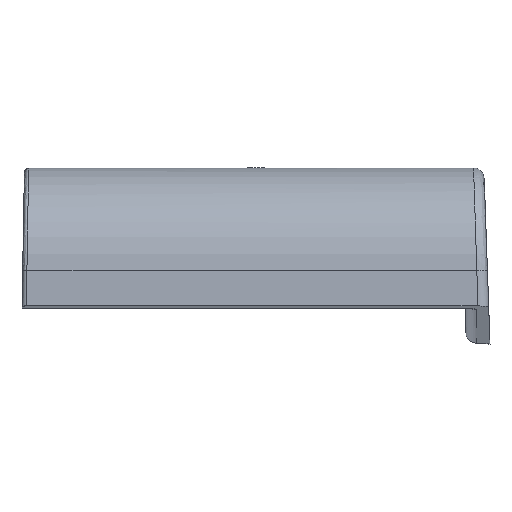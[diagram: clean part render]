
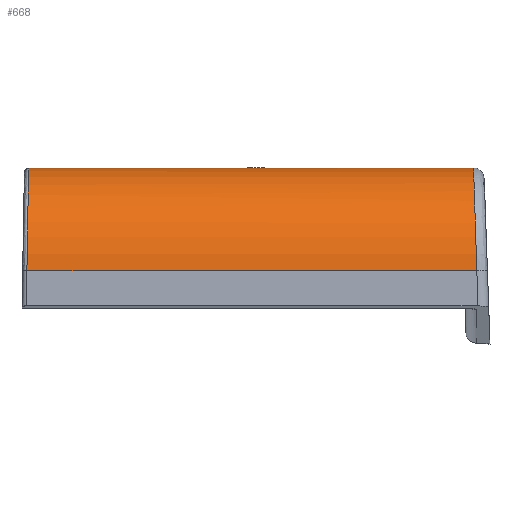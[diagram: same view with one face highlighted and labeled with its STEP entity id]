
A CAD part, front view. The second image highlights one B-rep face of the part: STEP entity #668.
In plain terms, the highlighted cylindrical face has radius 5 mm (diameter 10 mm), a partial arc.
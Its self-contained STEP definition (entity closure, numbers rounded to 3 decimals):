
#645=AXIS2_PLACEMENT_3D('Cylinder Axis2P3D',#642,#643,#644) ;
#40=CARTESIAN_POINT('Vertex',(21.242,-16.695,15.)) ;
#136=CARTESIAN_POINT('Vertex',(0.349,-16.695,15.)) ;
#139=CARTESIAN_POINT('Line Origine',(10.796,-16.695,15.)) ;
#252=CARTESIAN_POINT('Vertex',(21.394,-21.692,10.174)) ;
#272=CARTESIAN_POINT('Control Point',(21.394,-21.692,10.174)) ;
#273=CARTESIAN_POINT('Control Point',(21.38,-21.677,10.611)) ;
#274=CARTESIAN_POINT('Control Point',(21.366,-21.614,11.046)) ;
#275=CARTESIAN_POINT('Control Point',(21.353,-21.504,11.473)) ;
#276=CARTESIAN_POINT('Control Point',(21.32,-21.112,12.504)) ;
#277=CARTESIAN_POINT('Control Point',(21.292,-20.452,13.399)) ;
#278=CARTESIAN_POINT('Control Point',(21.278,-19.969,13.866)) ;
#279=CARTESIAN_POINT('Control Point',(21.258,-19.051,14.498)) ;
#280=CARTESIAN_POINT('Control Point',(21.246,-18.005,14.855)) ;
#281=CARTESIAN_POINT('Control Point',(21.243,-17.573,14.952)) ;
#282=CARTESIAN_POINT('Control Point',(21.242,-17.134,15.)) ;
#283=CARTESIAN_POINT('Control Point',(21.242,-16.695,15.)) ;
#642=CARTESIAN_POINT('Axis2P3D Location',(11.01,-16.695,10.)) ;
#647=CARTESIAN_POINT('Line Origine',(11.01,-21.692,10.174)) ;
#651=CARTESIAN_POINT('Vertex',(0.268,-21.692,10.174)) ;
#655=CARTESIAN_POINT('Control Point',(0.268,-21.692,10.174)) ;
#656=CARTESIAN_POINT('Control Point',(0.294,-21.639,11.709)) ;
#657=CARTESIAN_POINT('Control Point',(0.319,-20.998,13.225)) ;
#658=CARTESIAN_POINT('Control Point',(0.339,-19.769,14.412)) ;
#659=CARTESIAN_POINT('Control Point',(0.349,-18.232,15.)) ;
#660=CARTESIAN_POINT('Control Point',(0.349,-16.695,15.)) ;
#140=DIRECTION('Vector Direction',(1.,0.,0.)) ;
#643=DIRECTION('Axis2P3D Direction',(1.,0.,0.)) ;
#644=DIRECTION('Axis2P3D XDirection',(0.,0.,1.)) ;
#648=DIRECTION('Vector Direction',(1.,0.,0.)) ;
#141=VECTOR('Line Direction',#140,1.) ;
#649=VECTOR('Line Direction',#648,1.) ;
#663=ORIENTED_EDGE('',*,*,#653,.T.) ;
#664=ORIENTED_EDGE('',*,*,#284,.T.) ;
#665=ORIENTED_EDGE('',*,*,#143,.F.) ;
#666=ORIENTED_EDGE('',*,*,#661,.T.) ;
#668=ADVANCED_FACE('PartBody',(#667),#646,.T.) ;
#271=B_SPLINE_CURVE_WITH_KNOTS('',5,(#272,#273,#274,#275,#276,#277,#278,#279,#280,#281,#282,#283),.UNSPECIFIED.,.F.,.U.,(6,3,3,6),(15.971,18.913,23.353,26.306),.UNSPECIFIED.) ;
#654=B_SPLINE_CURVE_WITH_KNOTS('',5,(#655,#656,#657,#658,#659,#660),.UNSPECIFIED.,.F.,.U.,(6,6),(4.787,15.434),.UNSPECIFIED.) ;
#646=CYLINDRICAL_SURFACE('generated cylinder',#645,5.) ;
#143=EDGE_CURVE('',#137,#41,#142,.T.) ;
#284=EDGE_CURVE('',#253,#41,#271,.T.) ;
#653=EDGE_CURVE('',#652,#253,#650,.T.) ;
#661=EDGE_CURVE('',#137,#652,#654,.F.) ;
#662=EDGE_LOOP('',(#663,#664,#665,#666)) ;
#667=FACE_OUTER_BOUND('',#662,.T.) ;
#142=LINE('Line',#139,#141) ;
#650=LINE('Line',#647,#649) ;
#41=VERTEX_POINT('',#40) ;
#137=VERTEX_POINT('',#136) ;
#253=VERTEX_POINT('',#252) ;
#652=VERTEX_POINT('',#651) ;
